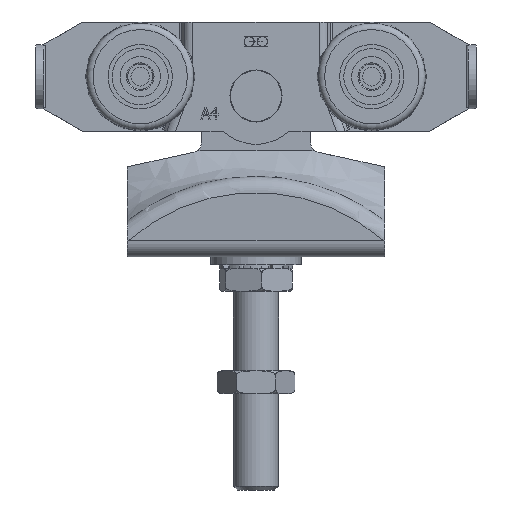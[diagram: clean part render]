
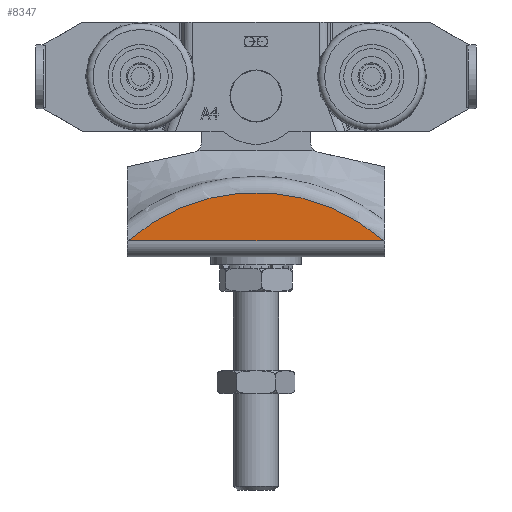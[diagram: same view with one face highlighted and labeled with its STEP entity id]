
A CAD part, left-side view. The second image highlights one B-rep face of the part: STEP entity #8347.
In plain terms, the highlighted face is planar.
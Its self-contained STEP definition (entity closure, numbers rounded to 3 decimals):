
#602=PLANE('',#9232);
#934=FACE_OUTER_BOUND('',#1420,.T.);
#1420=EDGE_LOOP('',(#6915,#6916));
#1758=CIRCLE('',#9233,59.86);
#2584=LINE('',#14147,#3312);
#3312=VECTOR('',#11030,10.);
#3963=VERTEX_POINT('',#14139);
#3964=VERTEX_POINT('',#14146);
#5033=EDGE_CURVE('',#3963,#3964,#2584,.T.);
#5035=EDGE_CURVE('',#3964,#3963,#1758,.T.);
#6915=ORIENTED_EDGE('',*,*,#5033,.F.);
#6916=ORIENTED_EDGE('',*,*,#5035,.F.);
#8347=ADVANCED_FACE('',(#934),#602,.T.);
#9232=AXIS2_PLACEMENT_3D('',#14154,#11031,#11032);
#9233=AXIS2_PLACEMENT_3D('',#14155,#11033,#11034);
#11030=DIRECTION('',(-1.,0.,0.));
#11031=DIRECTION('center_axis',(0.,0.,1.));
#11032=DIRECTION('ref_axis',(1.,0.,0.));
#11033=DIRECTION('center_axis',(0.,0.,-1.));
#11034=DIRECTION('ref_axis',(0.,1.,0.));
#14139=CARTESIAN_POINT('',(-1.551,8.159,50.));
#14146=CARTESIAN_POINT('',(-80.818,8.159,50.));
#14147=CARTESIAN_POINT('',(-21.185,8.159,50.));
#14154=CARTESIAN_POINT('Origin',(-41.185,5.659,50.));
#14155=CARTESIAN_POINT('Origin',(-41.185,-36.701,50.));
